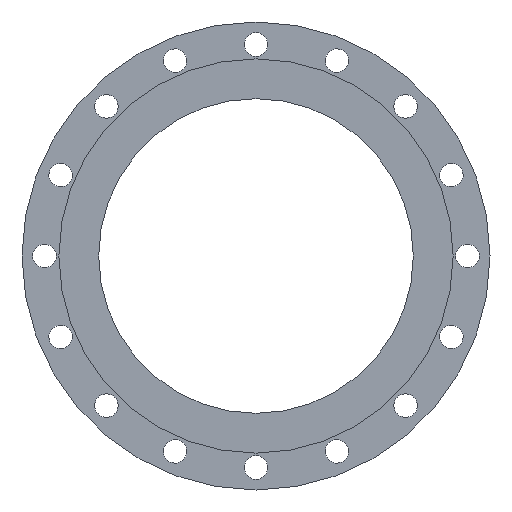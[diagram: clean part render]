
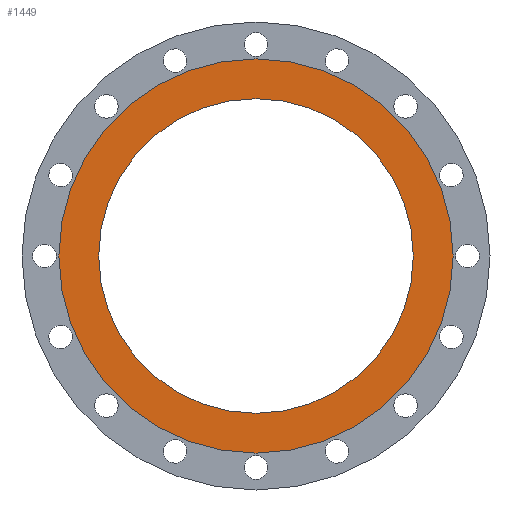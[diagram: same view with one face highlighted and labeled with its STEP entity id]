
A CAD part, front view. The second image highlights one B-rep face of the part: STEP entity #1449.
In plain terms, the highlighted planar face has unit normal (0, -1, 0).
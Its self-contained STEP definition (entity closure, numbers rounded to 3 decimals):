
#2 = DIRECTION ( 'NONE',  ( 0., 0., 1. ) ) ;
#47 = CARTESIAN_POINT ( 'NONE',  ( 0., 0., 174.8 ) ) ;
#57 = CARTESIAN_POINT ( 'NONE',  ( 0., 0., 0. ) ) ;
#93 = DIRECTION ( 'NONE',  ( 0., 0., 1. ) ) ;
#96 = VERTEX_POINT ( 'NONE', #926 ) ;
#129 = DIRECTION ( 'NONE',  ( 0., 1., 0. ) ) ;
#404 = AXIS2_PLACEMENT_3D ( 'NONE', #453, #1400, #705 ) ;
#413 = AXIS2_PLACEMENT_3D ( 'NONE', #1703, #1300, #93 ) ;
#417 = DIRECTION ( 'NONE',  ( 0., 0., 1. ) ) ;
#453 = CARTESIAN_POINT ( 'NONE',  ( 0., 0., 174.8 ) ) ;
#544 = AXIS2_PLACEMENT_3D ( 'NONE', #57, #1134, #417 ) ;
#564 = ORIENTED_EDGE ( 'NONE', *, *, #1628, .T. ) ;
#575 = VERTEX_POINT ( 'NONE', #1404 ) ;
#639 = CIRCLE ( 'NONE', #413, 174.8 ) ;
#663 = AXIS2_PLACEMENT_3D ( 'NONE', #1625, #825, #2 ) ;
#668 = DIRECTION ( 'NONE',  ( 0., 0., 1. ) ) ;
#705 = DIRECTION ( 'NONE',  ( 0., 0., -1. ) ) ;
#729 = PLANE ( 'NONE',  #404 ) ;
#750 = CIRCLE ( 'NONE', #663, 174.8 ) ;
#778 = CIRCLE ( 'NONE', #869, 219. ) ;
#792 = ORIENTED_EDGE ( 'NONE', *, *, #992, .F. ) ;
#825 = DIRECTION ( 'NONE',  ( 0., 1., 0. ) ) ;
#836 = EDGE_CURVE ( 'NONE', #1402, #96, #750, .T. ) ;
#843 = FACE_OUTER_BOUND ( 'NONE', #908, .T. ) ;
#869 = AXIS2_PLACEMENT_3D ( 'NONE', #1089, #129, #668 ) ;
#908 = EDGE_LOOP ( 'NONE', ( #792, #1287 ) ) ;
#926 = CARTESIAN_POINT ( 'NONE',  ( 0., 0., -174.8 ) ) ;
#992 = EDGE_CURVE ( 'NONE', #1375, #575, #778, .T. ) ;
#1089 = CARTESIAN_POINT ( 'NONE',  ( 0., 0., 0. ) ) ;
#1134 = DIRECTION ( 'NONE',  ( 0., 1., 0. ) ) ;
#1172 = EDGE_LOOP ( 'NONE', ( #1428, #564 ) ) ;
#1246 = CARTESIAN_POINT ( 'NONE',  ( 0., 0., 219. ) ) ;
#1287 = ORIENTED_EDGE ( 'NONE', *, *, #1475, .F. ) ;
#1300 = DIRECTION ( 'NONE',  ( 0., 1., 0. ) ) ;
#1375 = VERTEX_POINT ( 'NONE', #1246 ) ;
#1400 = DIRECTION ( 'NONE',  ( 0., -1., 0. ) ) ;
#1402 = VERTEX_POINT ( 'NONE', #47 ) ;
#1404 = CARTESIAN_POINT ( 'NONE',  ( 0., 0., -219. ) ) ;
#1428 = ORIENTED_EDGE ( 'NONE', *, *, #836, .T. ) ;
#1449 = ADVANCED_FACE ( 'NONE', ( #1511, #843 ), #729, .T. ) ;
#1475 = EDGE_CURVE ( 'NONE', #575, #1375, #1620, .T. ) ;
#1511 = FACE_BOUND ( 'NONE', #1172, .T. ) ;
#1620 = CIRCLE ( 'NONE', #544, 219. ) ;
#1625 = CARTESIAN_POINT ( 'NONE',  ( 0., 0., 0. ) ) ;
#1628 = EDGE_CURVE ( 'NONE', #96, #1402, #639, .T. ) ;
#1703 = CARTESIAN_POINT ( 'NONE',  ( 0., 0., 0. ) ) ;
